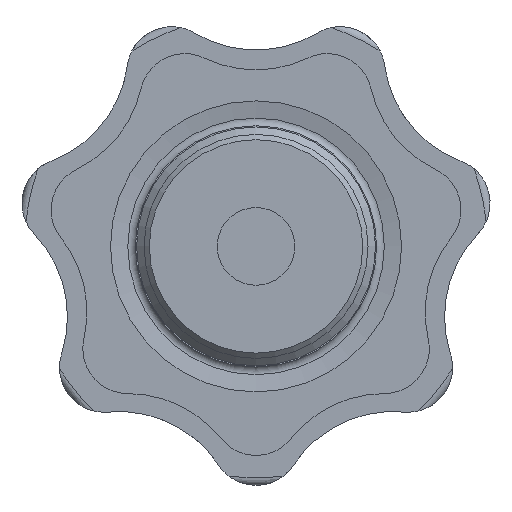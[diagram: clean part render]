
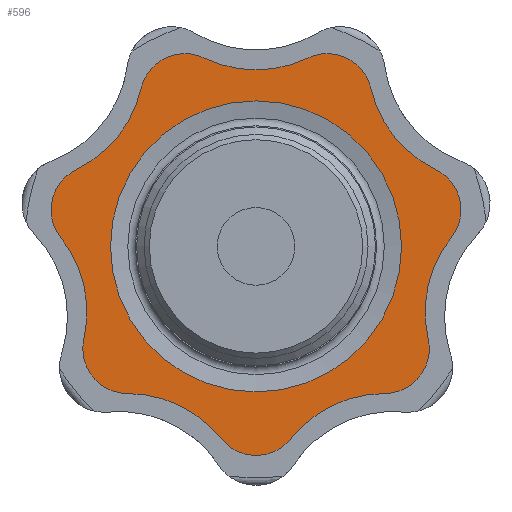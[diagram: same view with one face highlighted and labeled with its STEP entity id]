
A CAD part, front view. The second image highlights one B-rep face of the part: STEP entity #596.
In plain terms, the highlighted planar face has unit normal (0, -1, 0).
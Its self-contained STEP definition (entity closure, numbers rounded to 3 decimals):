
#596 = ADVANCED_FACE( '', ( #1285, #1286 ), #1287, .F. );
#1285 = FACE_OUTER_BOUND( '', #2093, .T. );
#1286 = FACE_BOUND( '', #2094, .T. );
#1287 = PLANE( '', #2095 );
#2093 = EDGE_LOOP( '', ( #3897, #3898, #3899, #3900, #3901, #3902, #3903, #3904, #3905, #3906, #3907, #3908, #3909, #3910 ) );
#2094 = EDGE_LOOP( '', ( #3911 ) );
#2095 = AXIS2_PLACEMENT_3D( '', #3912, #3913, #3914 );
#3897 = ORIENTED_EDGE( '', *, *, #5098, .T. );
#3898 = ORIENTED_EDGE( '', *, *, #5509, .F. );
#3899 = ORIENTED_EDGE( '', *, *, #5621, .T. );
#3900 = ORIENTED_EDGE( '', *, *, #5340, .F. );
#3901 = ORIENTED_EDGE( '', *, *, #5115, .T. );
#3902 = ORIENTED_EDGE( '', *, *, #5622, .F. );
#3903 = ORIENTED_EDGE( '', *, *, #5623, .T. );
#3904 = ORIENTED_EDGE( '', *, *, #5624, .F. );
#3905 = ORIENTED_EDGE( '', *, *, #5625, .T. );
#3906 = ORIENTED_EDGE( '', *, *, #5626, .F. );
#3907 = ORIENTED_EDGE( '', *, *, #5627, .T. );
#3908 = ORIENTED_EDGE( '', *, *, #4994, .F. );
#3909 = ORIENTED_EDGE( '', *, *, #5628, .T. );
#3910 = ORIENTED_EDGE( '', *, *, #5629, .F. );
#3911 = ORIENTED_EDGE( '', *, *, #5630, .F. );
#3912 = CARTESIAN_POINT( '', ( -13.962, 17., -5.635 ) );
#3913 = DIRECTION( '', ( 0., 1., 0. ) );
#3914 = DIRECTION( '', ( 0., 0., 1. ) );
#4994 = EDGE_CURVE( '', #6031, #6029, #6033, .T. );
#5098 = EDGE_CURVE( '', #6210, #6208, #6211, .T. );
#5115 = EDGE_CURVE( '', #6238, #6236, #6239, .T. );
#5340 = EDGE_CURVE( '', #6238, #6592, #6594, .T. );
#5509 = EDGE_CURVE( '', #6848, #6208, #6850, .T. );
#5621 = EDGE_CURVE( '', #6848, #6592, #7015, .T. );
#5622 = EDGE_CURVE( '', #7016, #6236, #7017, .T. );
#5623 = EDGE_CURVE( '', #7016, #7018, #7019, .T. );
#5624 = EDGE_CURVE( '', #7020, #7018, #7021, .T. );
#5625 = EDGE_CURVE( '', #7020, #7022, #7023, .T. );
#5626 = EDGE_CURVE( '', #7024, #7022, #7025, .T. );
#5627 = EDGE_CURVE( '', #7024, #6029, #7026, .T. );
#5628 = EDGE_CURVE( '', #6031, #7027, #7028, .T. );
#5629 = EDGE_CURVE( '', #6210, #7027, #7029, .T. );
#5630 = EDGE_CURVE( '', #7030, #7030, #7031, .F. );
#6029 = VERTEX_POINT( '', #7496 );
#6031 = VERTEX_POINT( '', #7499 );
#6033 = CIRCLE( '', #7502, 3. );
#6208 = VERTEX_POINT( '', #7780 );
#6210 = VERTEX_POINT( '', #7783 );
#6211 = CIRCLE( '', #7784, 8. );
#6236 = VERTEX_POINT( '', #7834 );
#6238 = VERTEX_POINT( '', #7837 );
#6239 = CIRCLE( '', #7838, 8. );
#6592 = VERTEX_POINT( '', #8453 );
#6594 = CIRCLE( '', #8456, 3. );
#6848 = VERTEX_POINT( '', #8947 );
#6850 = CIRCLE( '', #8950, 3. );
#7015 = CIRCLE( '', #9213, 8. );
#7016 = VERTEX_POINT( '', #9214 );
#7017 = CIRCLE( '', #9215, 3. );
#7018 = VERTEX_POINT( '', #9216 );
#7019 = CIRCLE( '', #9217, 8. );
#7020 = VERTEX_POINT( '', #9218 );
#7021 = CIRCLE( '', #9219, 3. );
#7022 = VERTEX_POINT( '', #9220 );
#7023 = CIRCLE( '', #9221, 8. );
#7024 = VERTEX_POINT( '', #9222 );
#7025 = CIRCLE( '', #9223, 3. );
#7026 = CIRCLE( '', #9224, 8. );
#7027 = VERTEX_POINT( '', #9225 );
#7028 = CIRCLE( '', #9226, 8. );
#7029 = CIRCLE( '', #9227, 3. );
#7030 = VERTEX_POINT( '', #9228 );
#7031 = CIRCLE( '', #9229, 9.747 );
#7496 = CARTESIAN_POINT( '', ( -3.471, 17., 12.614 ) );
#7499 = CARTESIAN_POINT( '', ( -7.698, 17., 10.578 ) );
#7502 = AXIS2_PLACEMENT_3D( '', #9891, #9892, #9893 );
#7780 = CARTESIAN_POINT( '', ( -11.525, 17., -6.191 ) );
#7783 = CARTESIAN_POINT( '', ( -13.07, 17., 0.577 ) );
#7784 = AXIS2_PLACEMENT_3D( '', #9977, #9978, #9979 );
#7834 = CARTESIAN_POINT( '', ( 8.6, 17., -9.858 ) );
#7837 = CARTESIAN_POINT( '', ( 2.345, 17., -12.87 ) );
#7838 = AXIS2_PLACEMENT_3D( '', #9990, #9991, #9992 );
#8453 = CARTESIAN_POINT( '', ( -2.345, 17., -12.87 ) );
#8456 = AXIS2_PLACEMENT_3D( '', #10165, #10166, #10167 );
#8947 = CARTESIAN_POINT( '', ( -8.6, 17., -9.858 ) );
#8950 = AXIS2_PLACEMENT_3D( '', #10316, #10317, #10318 );
#9213 = AXIS2_PLACEMENT_3D( '', #10426, #10427, #10428 );
#9214 = CARTESIAN_POINT( '', ( 11.525, 17., -6.191 ) );
#9215 = AXIS2_PLACEMENT_3D( '', #10429, #10430, #10431 );
#9216 = CARTESIAN_POINT( '', ( 13.07, 17., 0.577 ) );
#9217 = AXIS2_PLACEMENT_3D( '', #10432, #10433, #10434 );
#9218 = CARTESIAN_POINT( '', ( 12.026, 17., 5.151 ) );
#9219 = AXIS2_PLACEMENT_3D( '', #10435, #10436, #10437 );
#9220 = CARTESIAN_POINT( '', ( 7.698, 17., 10.578 ) );
#9221 = AXIS2_PLACEMENT_3D( '', #10438, #10439, #10440 );
#9222 = CARTESIAN_POINT( '', ( 3.471, 17., 12.614 ) );
#9223 = AXIS2_PLACEMENT_3D( '', #10441, #10442, #10443 );
#9224 = AXIS2_PLACEMENT_3D( '', #10444, #10445, #10446 );
#9225 = CARTESIAN_POINT( '', ( -12.026, 17., 5.151 ) );
#9226 = AXIS2_PLACEMENT_3D( '', #10447, #10448, #10449 );
#9227 = AXIS2_PLACEMENT_3D( '', #10450, #10451, #10452 );
#9228 = CARTESIAN_POINT( '', ( 0., 17., 9.747 ) );
#9229 = AXIS2_PLACEMENT_3D( '', #10453, #10454, #10455 );
#9891 = CARTESIAN_POINT( '', ( -4.773, 17., 9.911 ) );
#9892 = DIRECTION( '', ( 0., 1., 0. ) );
#9893 = DIRECTION( '', ( 1., 0., 0. ) );
#9977 = CARTESIAN_POINT( '', ( -19.324, 17., -4.411 ) );
#9978 = DIRECTION( '', ( 0., 1., 0. ) );
#9979 = DIRECTION( '', ( 1., 0., 0. ) );
#9990 = CARTESIAN_POINT( '', ( 8.6, 17., -17.858 ) );
#9991 = DIRECTION( '', ( 0., 1., 0. ) );
#9992 = DIRECTION( '', ( 1., 0., 0. ) );
#10165 = CARTESIAN_POINT( '', ( 0., 17., -11. ) );
#10166 = DIRECTION( '', ( 0., 1., 0. ) );
#10167 = DIRECTION( '', ( 1., 0., 0. ) );
#10316 = CARTESIAN_POINT( '', ( -8.6, 17., -6.858 ) );
#10317 = DIRECTION( '', ( 0., 1., 0. ) );
#10318 = DIRECTION( '', ( 1., 0., 0. ) );
#10426 = CARTESIAN_POINT( '', ( -8.6, 17., -17.858 ) );
#10427 = DIRECTION( '', ( 0., 1., 0. ) );
#10428 = DIRECTION( '', ( 1., 0., 0. ) );
#10429 = CARTESIAN_POINT( '', ( 8.6, 17., -6.858 ) );
#10430 = DIRECTION( '', ( 0., 1., 0. ) );
#10431 = DIRECTION( '', ( 1., 0., 0. ) );
#10432 = CARTESIAN_POINT( '', ( 19.324, 17., -4.411 ) );
#10433 = DIRECTION( '', ( 0., 1., 0. ) );
#10434 = DIRECTION( '', ( 1., 0., 0. ) );
#10435 = CARTESIAN_POINT( '', ( 10.724, 17., 2.448 ) );
#10436 = DIRECTION( '', ( 0., 1., 0. ) );
#10437 = DIRECTION( '', ( 1., 0., 0. ) );
#10438 = CARTESIAN_POINT( '', ( 15.497, 17., 12.358 ) );
#10439 = DIRECTION( '', ( 0., 1., 0. ) );
#10440 = DIRECTION( '', ( 1., 0., 0. ) );
#10441 = CARTESIAN_POINT( '', ( 4.773, 17., 9.911 ) );
#10442 = DIRECTION( '', ( 0., 1., 0. ) );
#10443 = DIRECTION( '', ( 1., 0., 0. ) );
#10444 = CARTESIAN_POINT( '', ( 0., 17., 19.821 ) );
#10445 = DIRECTION( '', ( 0., 1., 0. ) );
#10446 = DIRECTION( '', ( 1., 0., 0. ) );
#10447 = CARTESIAN_POINT( '', ( -15.497, 17., 12.358 ) );
#10448 = DIRECTION( '', ( 0., 1., 0. ) );
#10449 = DIRECTION( '', ( 1., 0., 0. ) );
#10450 = CARTESIAN_POINT( '', ( -10.724, 17., 2.448 ) );
#10451 = DIRECTION( '', ( 0., 1., 0. ) );
#10452 = DIRECTION( '', ( 1., 0., 0. ) );
#10453 = CARTESIAN_POINT( '', ( 0., 17., 0. ) );
#10454 = DIRECTION( '', ( 0., 1., 0. ) );
#10455 = DIRECTION( '', ( 0., 0., 1. ) );
